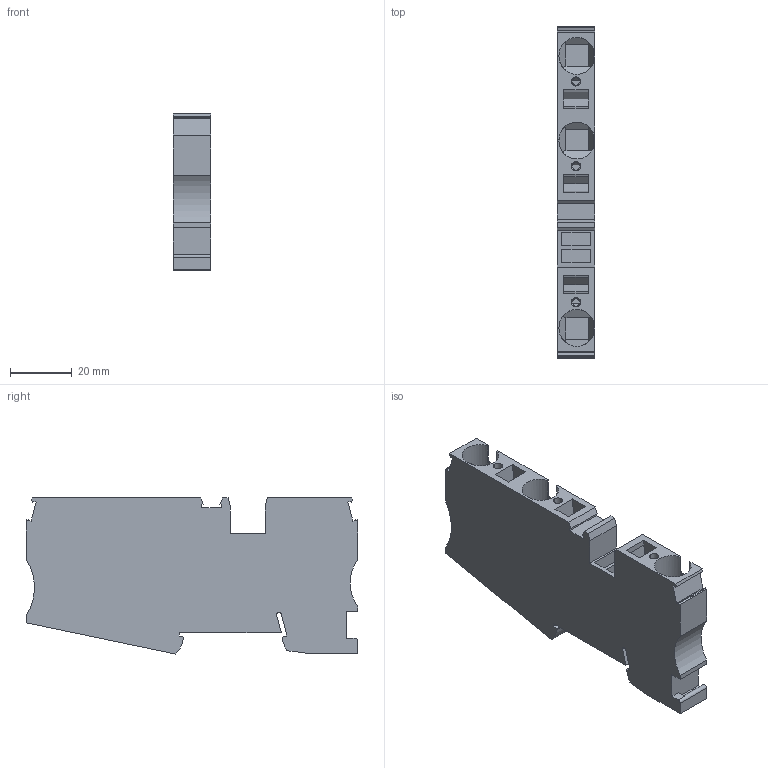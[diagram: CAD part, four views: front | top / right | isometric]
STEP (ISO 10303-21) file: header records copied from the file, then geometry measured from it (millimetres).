
FILE_DESCRIPTION(('Creo Elements/Direct Modeling STEP Export'),'2;1');
FILE_NAME('model.stp','2020-05-18T13:14:04',(''),(''),'Creo Elements/Direct Modeling STEP processor for AP214 (Solid Model)','Creo Elements/Direct Modeling 20.1A 29-Sep-2018 (C) Parametric Technology GmbH','');
FILE_SCHEMA(('AUTOMOTIVE_DESIGN { 1 0 10303 214 1 1 1 1 }'));
Length unit declared in the file: millimetre
Products named in the file (2): ST_16_TWIN_BU-select
Assembly tree (1 placements, depth 2):
  ST_16_TWIN_BU-select
    ST_16_TWIN_BU-select
Bounding box: 12.15 x 107.7 x 50.69 mm (x, y, z)
Volume: 48134.8 mm3; surface area: 18346.4 mm2
Topology: 1 solids, 1 shells, 206 faces, 576 edges, 380 vertices
Faces by surface type: plane 159, cylinder 41, cone 6
Entity records: 9487 total; most frequent: CARTESIAN_POINT 2479, ORIENTED_EDGE 1152, DIRECTION 1039, EDGE_CURVE 576, VECTOR 453, LINE 453, VERTEX_POINT 380, AXIS2_PLACEMENT_3D 293
